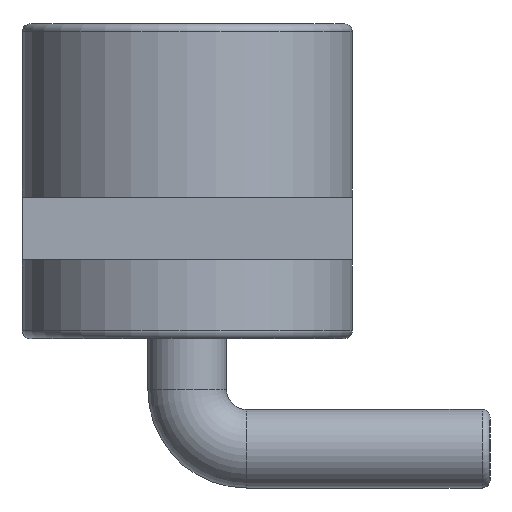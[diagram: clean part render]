
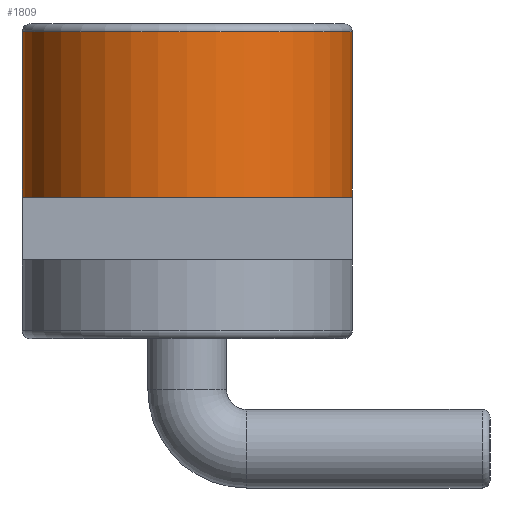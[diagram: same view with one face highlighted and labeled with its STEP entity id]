
A CAD part, left-side view. The second image highlights one B-rep face of the part: STEP entity #1809.
In plain terms, the highlighted cylindrical face has radius 2.1 mm (diameter 4.2 mm), a partial arc.
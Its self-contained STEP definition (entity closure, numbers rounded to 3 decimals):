
#214=FACE_OUTER_BOUND('',#376,.T.);
#376=EDGE_LOOP('',(#1395,#1396,#1397,#1398,#1399));
#507=LINE('',#3078,#592);
#530=LINE('',#3170,#615);
#592=VECTOR('',#2403,10.);
#615=VECTOR('',#2510,10.);
#704=CIRCLE('',#2032,2.1);
#711=CIRCLE('',#2049,2.1);
#712=CIRCLE('',#2052,2.1);
#856=VERTEX_POINT('',#3075);
#857=VERTEX_POINT('',#3077);
#871=VERTEX_POINT('',#3112);
#882=VERTEX_POINT('',#3155);
#884=VERTEX_POINT('',#3161);
#1030=EDGE_CURVE('',#857,#856,#507,.T.);
#1051=EDGE_CURVE('',#871,#856,#704,.T.);
#1073=EDGE_CURVE('',#884,#882,#711,.T.);
#1075=EDGE_CURVE('',#882,#857,#712,.T.);
#1076=EDGE_CURVE('',#884,#871,#530,.T.);
#1395=ORIENTED_EDGE('',*,*,#1051,.F.);
#1396=ORIENTED_EDGE('',*,*,#1076,.F.);
#1397=ORIENTED_EDGE('',*,*,#1073,.T.);
#1398=ORIENTED_EDGE('',*,*,#1075,.T.);
#1399=ORIENTED_EDGE('',*,*,#1030,.T.);
#1725=CYLINDRICAL_SURFACE('',#2054,2.1);
#1809=ADVANCED_FACE('',(#214),#1725,.T.);
#2032=AXIS2_PLACEMENT_3D('',#3119,#2448,#2449);
#2049=AXIS2_PLACEMENT_3D('',#3163,#2497,#2498);
#2052=AXIS2_PLACEMENT_3D('',#3167,#2504,#2505);
#2054=AXIS2_PLACEMENT_3D('',#3169,#2508,#2509);
#2403=DIRECTION('',(0.,0.,1.));
#2448=DIRECTION('center_axis',(0.,0.,1.));
#2449=DIRECTION('ref_axis',(-1.,0.,0.));
#2497=DIRECTION('center_axis',(0.,0.,1.));
#2498=DIRECTION('ref_axis',(0.,1.,0.));
#2504=DIRECTION('center_axis',(0.,0.,1.));
#2505=DIRECTION('ref_axis',(0.,1.,0.));
#2508=DIRECTION('center_axis',(0.,0.,1.));
#2509=DIRECTION('ref_axis',(0.,1.,0.));
#2510=DIRECTION('',(0.,0.,1.));
#3075=CARTESIAN_POINT('',(-7.94,-2.1,3.9));
#3077=CARTESIAN_POINT('',(-7.94,-2.1,1.8));
#3078=CARTESIAN_POINT('',(-7.94,-2.1,0.));
#3112=CARTESIAN_POINT('',(-7.94,2.1,3.9));
#3119=CARTESIAN_POINT('Origin',(-7.94,0.,3.9));
#3155=CARTESIAN_POINT('',(-10.04,0.,1.8));
#3161=CARTESIAN_POINT('',(-7.94,2.1,1.8));
#3163=CARTESIAN_POINT('Origin',(-7.94,0.,1.8));
#3167=CARTESIAN_POINT('Origin',(-7.94,0.,1.8));
#3169=CARTESIAN_POINT('Origin',(-7.94,0.,0.));
#3170=CARTESIAN_POINT('',(-7.94,2.1,0.));
